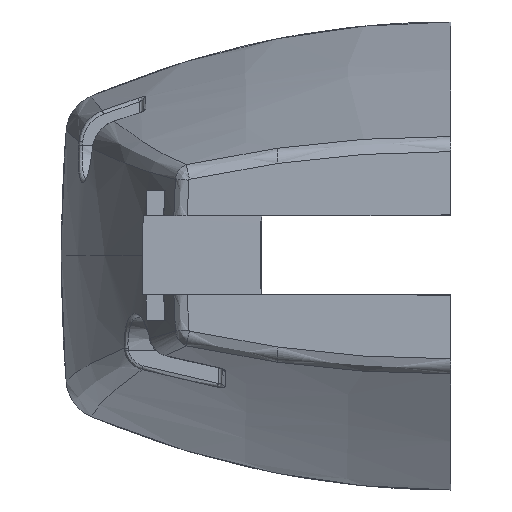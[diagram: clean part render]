
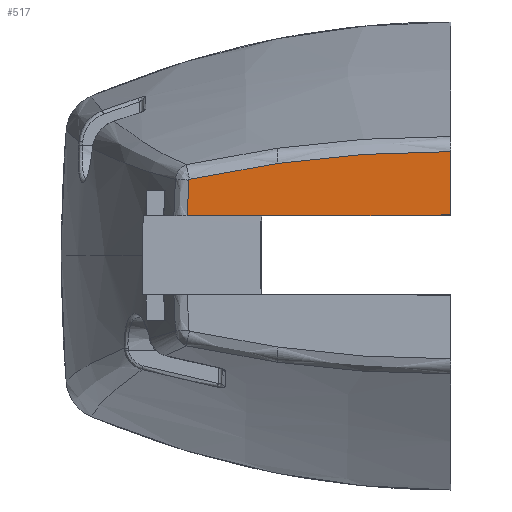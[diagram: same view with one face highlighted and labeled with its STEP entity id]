
A CAD part, top view. The second image highlights one B-rep face of the part: STEP entity #517.
In plain terms, the highlighted planar face has unit normal (-0.018, 0, 1).
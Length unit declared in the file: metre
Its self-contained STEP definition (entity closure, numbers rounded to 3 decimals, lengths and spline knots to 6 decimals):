
#517 = ADVANCED_FACE( '', ( #1477 ), #1478, .T. );
#1477 = FACE_OUTER_BOUND( '', #3039, .T. );
#1478 = PLANE( '', #3040 );
#3039 = EDGE_LOOP( '', ( #10676, #10677, #10678, #10679, #10680, #10681, #10682 ) );
#3040 = AXIS2_PLACEMENT_3D( '', #10683, #10684, #10685 );
#10676 = ORIENTED_EDGE( '', *, *, #14617, .F. );
#10677 = ORIENTED_EDGE( '', *, *, #14618, .F. );
#10678 = ORIENTED_EDGE( '', *, *, #14619, .T. );
#10679 = ORIENTED_EDGE( '', *, *, #14620, .T. );
#10680 = ORIENTED_EDGE( '', *, *, #14621, .T. );
#10681 = ORIENTED_EDGE( '', *, *, #14622, .T. );
#10682 = ORIENTED_EDGE( '', *, *, #14623, .T. );
#10683 = CARTESIAN_POINT( '', ( 0.000637, 0.038724, 0.607865 ) );
#10684 = DIRECTION( '', ( -0.017, 0., 1. ) );
#10685 = DIRECTION( '', ( 1., 0., 0.017 ) );
#14617 = EDGE_CURVE( '', #16205, #16206, #16207, .T. );
#14618 = EDGE_CURVE( '', #16208, #16205, #16209, .T. );
#14619 = EDGE_CURVE( '', #16208, #16210, #16211, .T. );
#14620 = EDGE_CURVE( '', #16210, #16212, #16213, .T. );
#14621 = EDGE_CURVE( '', #16212, #16214, #16215, .T. );
#14622 = EDGE_CURVE( '', #16214, #16216, #16217, .T. );
#14623 = EDGE_CURVE( '', #16216, #16206, #16218, .T. );
#16205 = VERTEX_POINT( '', #18609 );
#16206 = VERTEX_POINT( '', #18610 );
#16207 = B_SPLINE_CURVE_WITH_KNOTS( '', 3, ( #18611, #18612, #18613, #18614 ), .UNSPECIFIED., .F., .F., ( 4, 4 ), ( 0., 1. ), .UNSPECIFIED. );
#16208 = VERTEX_POINT( '', #18615 );
#16209 = B_SPLINE_CURVE_WITH_KNOTS( '', 3, ( #18616, #18617, #18618, #18619 ), .UNSPECIFIED., .F., .F., ( 4, 4 ), ( 0., 1. ), .UNSPECIFIED. );
#16210 = VERTEX_POINT( '', #18620 );
#16211 = B_SPLINE_CURVE_WITH_KNOTS( '', 2, ( #18621, #18622, #18623, #18624, #18625 ), .UNSPECIFIED., .F., .F., ( 3, 2, 3 ), ( 0., 0.5, 1. ), .UNSPECIFIED. );
#16212 = VERTEX_POINT( '', #18626 );
#16213 = B_SPLINE_CURVE_WITH_KNOTS( '', 2, ( #18627, #18628, #18629 ), .UNSPECIFIED., .F., .F., ( 3, 3 ), ( 0., 1. ), .UNSPECIFIED. );
#16214 = VERTEX_POINT( '', #18630 );
#16215 = LINE( '', #18631, #18632 );
#16216 = VERTEX_POINT( '', #18633 );
#16217 = LINE( '', #18634, #18635 );
#16218 = LINE( '', #18636, #18637 );
#18609 = CARTESIAN_POINT( '', ( -0.021363, 0.050354, 0.607481 ) );
#18610 = CARTESIAN_POINT( '', ( 0.000637, 0.051849, 0.607865 ) );
#18611 = CARTESIAN_POINT( '', ( -0.021363, 0.050354, 0.607481 ) );
#18612 = CARTESIAN_POINT( '', ( -0.014067, 0.05139, 0.607608 ) );
#18613 = CARTESIAN_POINT( '', ( -0.006733, 0.051888, 0.607736 ) );
#18614 = CARTESIAN_POINT( '', ( 0.000637, 0.051849, 0.607865 ) );
#18615 = CARTESIAN_POINT( '', ( -0.032493, 0.048339, 0.607287 ) );
#18616 = CARTESIAN_POINT( '', ( -0.032493, 0.048339, 0.607287 ) );
#18617 = CARTESIAN_POINT( '', ( -0.028793, 0.049157, 0.607351 ) );
#18618 = CARTESIAN_POINT( '', ( -0.025083, 0.049826, 0.607416 ) );
#18619 = CARTESIAN_POINT( '', ( -0.021363, 0.050354, 0.607481 ) );
#18620 = CARTESIAN_POINT( '', ( -0.032585, 0.048239, 0.607285 ) );
#18621 = CARTESIAN_POINT( '', ( -0.032493, 0.048339, 0.607287 ) );
#18622 = CARTESIAN_POINT( '', ( -0.03253, 0.048331, 0.607286 ) );
#18623 = CARTESIAN_POINT( '', ( -0.032556, 0.048305, 0.607285 ) );
#18624 = CARTESIAN_POINT( '', ( -0.032583, 0.048277, 0.607285 ) );
#18625 = CARTESIAN_POINT( '', ( -0.032585, 0.048239, 0.607285 ) );
#18626 = CARTESIAN_POINT( '', ( -0.032778, 0.043724, 0.607282 ) );
#18627 = CARTESIAN_POINT( '', ( -0.032585, 0.048239, 0.607285 ) );
#18628 = CARTESIAN_POINT( '', ( -0.032711, 0.045983, 0.607283 ) );
#18629 = CARTESIAN_POINT( '', ( -0.032778, 0.043724, 0.607282 ) );
#18630 = CARTESIAN_POINT( '', ( -0.006181, 0.043724, 0.607746 ) );
#18631 = CARTESIAN_POINT( '', ( 0.000637, 0.043724, 0.607865 ) );
#18632 = VECTOR( '', #26709, 1. );
#18633 = CARTESIAN_POINT( '', ( 0.000637, 0.043843, 0.607865 ) );
#18634 = CARTESIAN_POINT( '', ( -0.006181, 0.043724, 0.607746 ) );
#18635 = VECTOR( '', #26710, 1. );
#18636 = CARTESIAN_POINT( '', ( 0.000637, 0.038724, 0.607865 ) );
#18637 = VECTOR( '', #26711, 1. );
#26709 = DIRECTION( '', ( 1., 0., 0.017 ) );
#26710 = DIRECTION( '', ( 1., 0.017, 0.017 ) );
#26711 = DIRECTION( '', ( 0., 1., 0. ) );
